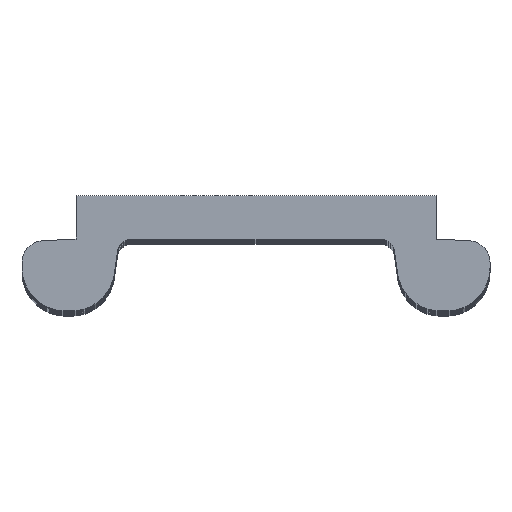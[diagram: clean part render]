
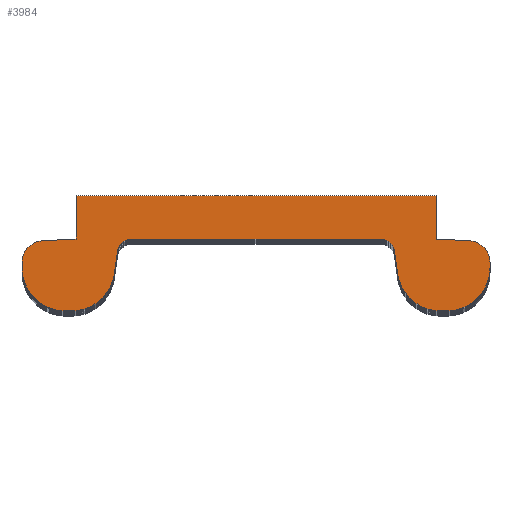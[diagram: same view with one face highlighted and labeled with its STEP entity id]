
A CAD part, top view. The second image highlights one B-rep face of the part: STEP entity #3984.
In plain terms, the highlighted planar face has unit normal (0, 0, 1).
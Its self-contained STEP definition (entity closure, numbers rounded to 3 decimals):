
#1=DIRECTION('',(-0.139,0.99,0.));
#2=VECTOR('',#1,0.314);
#3=CARTESIAN_POINT('',(1.968,-0.483,50.5));
#4=LINE('',#3,#2);
#5=CARTESIAN_POINT('',(1.726,-0.2,50.5));
#6=DIRECTION('',(0.,0.,1.));
#7=DIRECTION('',(0.99,0.139,0.));
#8=AXIS2_PLACEMENT_3D('',#5,#6,#7);
#10=DIRECTION('',(-1.,0.,0.));
#11=VECTOR('',#10,3.452);
#12=CARTESIAN_POINT('',(1.726,0.,50.5));
#13=LINE('',#12,#11);
#14=CARTESIAN_POINT('',(-1.726,-0.2,50.5));
#15=DIRECTION('',(0.,0.,1.));
#16=DIRECTION('',(0.,1.,0.));
#17=AXIS2_PLACEMENT_3D('',#14,#15,#16);
#19=DIRECTION('',(-0.139,-0.99,0.));
#20=VECTOR('',#19,0.314);
#21=CARTESIAN_POINT('',(-1.924,-0.172,50.5));
#22=LINE('',#21,#20);
#23=CARTESIAN_POINT('',(-2.562,-0.4,50.5));
#24=DIRECTION('',(0.,0.,-1.));
#25=DIRECTION('',(0.99,-0.139,0.));
#26=AXIS2_PLACEMENT_3D('',#23,#24,#25);
#28=DIRECTION('',(-1.,0.001,0.));
#29=VECTOR('',#28,0.088);
#30=CARTESIAN_POINT('',(-2.562,-1.,50.5));
#31=LINE('',#30,#29);
#32=CARTESIAN_POINT('',(-2.65,-0.4,50.5));
#33=DIRECTION('',(0.,0.,-1.));
#34=DIRECTION('',(-0.001,-1.,0.));
#35=AXIS2_PLACEMENT_3D('',#32,#33,#34);
#37=DIRECTION('',(0.,1.,0.));
#38=VECTOR('',#37,0.076);
#39=CARTESIAN_POINT('',(-3.25,-0.4,50.5));
#40=LINE('',#39,#38);
#41=CARTESIAN_POINT('',(-2.95,-0.324,50.5));
#42=DIRECTION('',(0.,0.,-1.));
#43=DIRECTION('',(-1.,0.,0.));
#44=AXIS2_PLACEMENT_3D('',#41,#42,#43);
#46=DIRECTION('',(0.999,0.052,0.));
#47=VECTOR('',#46,0.466);
#48=CARTESIAN_POINT('',(-2.966,-0.024,50.5));
#49=LINE('',#48,#47);
#50=DIRECTION('',(0.,1.,0.));
#51=VECTOR('',#50,0.6);
#52=CARTESIAN_POINT('',(-2.5,0.,50.5));
#53=LINE('',#52,#51);
#54=DIRECTION('',(1.,0.,0.));
#55=VECTOR('',#54,5.);
#56=CARTESIAN_POINT('',(-2.5,0.6,50.5));
#57=LINE('',#56,#55);
#58=DIRECTION('',(0.999,-0.052,0.));
#59=VECTOR('',#58,0.466);
#60=CARTESIAN_POINT('',(2.5,0.,50.5));
#61=LINE('',#60,#59);
#62=CARTESIAN_POINT('',(2.95,-0.324,50.5));
#63=DIRECTION('',(0.,0.,-1.));
#64=DIRECTION('',(0.052,0.999,0.));
#65=AXIS2_PLACEMENT_3D('',#62,#63,#64);
#67=CARTESIAN_POINT('',(2.65,-0.4,50.5));
#68=DIRECTION('',(0.,0.,-1.));
#69=DIRECTION('',(1.,0.,0.));
#70=AXIS2_PLACEMENT_3D('',#67,#68,#69);
#72=CARTESIAN_POINT('',(2.562,-0.4,50.5));
#73=DIRECTION('',(0.,0.,-1.));
#74=DIRECTION('',(0.001,-1.,0.));
#75=AXIS2_PLACEMENT_3D('',#72,#73,#74);
#273=DIRECTION('',(0.,1.,0.));
#274=VECTOR('',#273,0.6);
#275=CARTESIAN_POINT('',(2.5,0.,50.5));
#276=LINE('',#275,#274);
#2969=DIRECTION('',(0.,1.,0.));
#2970=VECTOR('',#2969,0.076);
#2971=CARTESIAN_POINT('',(3.25,-0.4,50.5));
#2972=LINE('',#2971,#2970);
#2981=DIRECTION('',(1.,0.001,0.));
#2982=VECTOR('',#2981,0.088);
#2983=CARTESIAN_POINT('',(2.562,-1.,50.5));
#2984=LINE('',#2983,#2982);
#3041=CARTESIAN_POINT('',(1.968,-0.483,50.5));
#3042=CARTESIAN_POINT('',(1.924,-0.172,50.5));
#3043=VERTEX_POINT('',#3041);
#3044=VERTEX_POINT('',#3042);
#3045=CARTESIAN_POINT('',(1.726,0.,50.5));
#3046=VERTEX_POINT('',#3045);
#3047=CARTESIAN_POINT('',(-1.726,0.,50.5));
#3048=VERTEX_POINT('',#3047);
#3049=CARTESIAN_POINT('',(-1.924,-0.172,50.5));
#3050=VERTEX_POINT('',#3049);
#3051=CARTESIAN_POINT('',(-1.968,-0.483,50.5));
#3052=VERTEX_POINT('',#3051);
#3053=CARTESIAN_POINT('',(-2.562,-1.,50.5));
#3054=VERTEX_POINT('',#3053);
#3055=CARTESIAN_POINT('',(-2.65,-1.,50.5));
#3056=VERTEX_POINT('',#3055);
#3057=CARTESIAN_POINT('',(-3.25,-0.4,50.5));
#3058=VERTEX_POINT('',#3057);
#3059=CARTESIAN_POINT('',(-3.25,-0.324,50.5));
#3060=VERTEX_POINT('',#3059);
#3061=CARTESIAN_POINT('',(-2.966,-0.024,50.5));
#3062=VERTEX_POINT('',#3061);
#3063=CARTESIAN_POINT('',(-2.5,0.,50.5));
#3064=VERTEX_POINT('',#3063);
#3065=CARTESIAN_POINT('',(-2.5,0.6,50.5));
#3066=VERTEX_POINT('',#3065);
#3067=CARTESIAN_POINT('',(2.5,0.6,50.5));
#3068=VERTEX_POINT('',#3067);
#3069=CARTESIAN_POINT('',(2.5,0.,50.5));
#3070=VERTEX_POINT('',#3069);
#3071=CARTESIAN_POINT('',(2.966,-0.024,50.5));
#3072=VERTEX_POINT('',#3071);
#3073=CARTESIAN_POINT('',(3.25,-0.324,50.5));
#3074=VERTEX_POINT('',#3073);
#3075=CARTESIAN_POINT('',(3.25,-0.4,50.5));
#3076=VERTEX_POINT('',#3075);
#3077=CARTESIAN_POINT('',(2.65,-1.,50.5));
#3078=VERTEX_POINT('',#3077);
#3079=CARTESIAN_POINT('',(2.562,-1.,50.5));
#3080=VERTEX_POINT('',#3079);
#3937=CARTESIAN_POINT('',(0.,0.,50.5));
#3938=DIRECTION('',(0.,0.,1.));
#3939=DIRECTION('',(1.,0.,0.));
#3940=AXIS2_PLACEMENT_3D('',#3937,#3938,#3939);
#3941=PLANE('',#3940);
#3943=ORIENTED_EDGE('',*,*,#3942,.T.);
#3945=ORIENTED_EDGE('',*,*,#3944,.T.);
#3947=ORIENTED_EDGE('',*,*,#3946,.T.);
#3949=ORIENTED_EDGE('',*,*,#3948,.T.);
#3951=ORIENTED_EDGE('',*,*,#3950,.T.);
#3953=ORIENTED_EDGE('',*,*,#3952,.T.);
#3955=ORIENTED_EDGE('',*,*,#3954,.T.);
#3957=ORIENTED_EDGE('',*,*,#3956,.T.);
#3959=ORIENTED_EDGE('',*,*,#3958,.T.);
#3961=ORIENTED_EDGE('',*,*,#3960,.T.);
#3963=ORIENTED_EDGE('',*,*,#3962,.T.);
#3965=ORIENTED_EDGE('',*,*,#3964,.T.);
#3967=ORIENTED_EDGE('',*,*,#3966,.T.);
#3969=ORIENTED_EDGE('',*,*,#3968,.F.);
#3971=ORIENTED_EDGE('',*,*,#3970,.T.);
#3973=ORIENTED_EDGE('',*,*,#3972,.T.);
#3975=ORIENTED_EDGE('',*,*,#3974,.F.);
#3977=ORIENTED_EDGE('',*,*,#3976,.T.);
#3979=ORIENTED_EDGE('',*,*,#3978,.F.);
#3981=ORIENTED_EDGE('',*,*,#3980,.T.);
#3982=EDGE_LOOP('',(#3943,#3945,#3947,#3949,#3951,#3953,#3955,#3957,#3959,#3961,
#3963,#3965,#3967,#3969,#3971,#3973,#3975,#3977,#3979,#3981));
#3983=FACE_OUTER_BOUND('',#3982,.F.);
#3984=ADVANCED_FACE('',(#3983),#3941,.T.);
#9=CIRCLE('',#8,0.2);
#18=CIRCLE('',#17,0.2);
#27=CIRCLE('',#26,0.6);
#36=CIRCLE('',#35,0.6);
#45=CIRCLE('',#44,0.3);
#66=CIRCLE('',#65,0.3);
#71=CIRCLE('',#70,0.6);
#76=CIRCLE('',#75,0.6);
#3942=EDGE_CURVE('',#3043,#3044,#4,.T.);
#3944=EDGE_CURVE('',#3044,#3046,#9,.T.);
#3946=EDGE_CURVE('',#3046,#3048,#13,.T.);
#3948=EDGE_CURVE('',#3048,#3050,#18,.T.);
#3950=EDGE_CURVE('',#3050,#3052,#22,.T.);
#3952=EDGE_CURVE('',#3052,#3054,#27,.T.);
#3954=EDGE_CURVE('',#3054,#3056,#31,.T.);
#3956=EDGE_CURVE('',#3056,#3058,#36,.T.);
#3958=EDGE_CURVE('',#3058,#3060,#40,.T.);
#3960=EDGE_CURVE('',#3060,#3062,#45,.T.);
#3962=EDGE_CURVE('',#3062,#3064,#49,.T.);
#3964=EDGE_CURVE('',#3064,#3066,#53,.T.);
#3966=EDGE_CURVE('',#3066,#3068,#57,.T.);
#3968=EDGE_CURVE('',#3070,#3068,#276,.T.);
#3970=EDGE_CURVE('',#3070,#3072,#61,.T.);
#3972=EDGE_CURVE('',#3072,#3074,#66,.T.);
#3974=EDGE_CURVE('',#3076,#3074,#2972,.T.);
#3976=EDGE_CURVE('',#3076,#3078,#71,.T.);
#3978=EDGE_CURVE('',#3080,#3078,#2984,.T.);
#3980=EDGE_CURVE('',#3080,#3043,#76,.T.);
